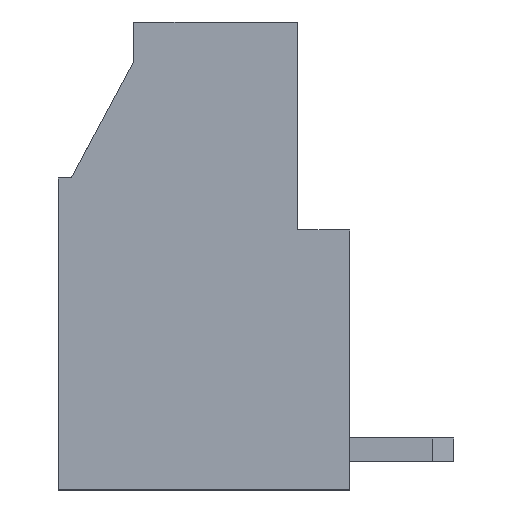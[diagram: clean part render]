
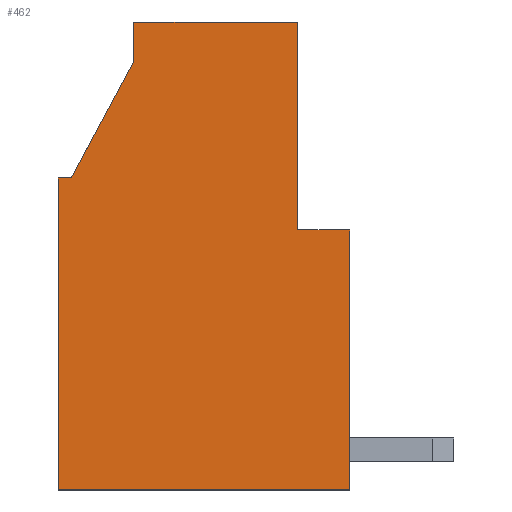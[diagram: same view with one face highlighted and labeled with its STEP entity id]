
A CAD part, front view. The second image highlights one B-rep face of the part: STEP entity #462.
In plain terms, the highlighted planar face has unit normal (0, -1, 0).
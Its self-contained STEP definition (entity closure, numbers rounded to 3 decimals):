
#462 = ADVANCED_FACE( '', ( #959 ), #960, .F. );
#959 = FACE_OUTER_BOUND( '', #1504, .T. );
#960 = PLANE( '', #1505 );
#1504 = EDGE_LOOP( '', ( #2677, #2678, #2679, #2680, #2681, #2682, #2683, #2684, #2685 ) );
#1505 = AXIS2_PLACEMENT_3D( '', #2686, #2687, #2688 );
#2677 = ORIENTED_EDGE( '', *, *, #3840, .F. );
#2678 = ORIENTED_EDGE( '', *, *, #3841, .F. );
#2679 = ORIENTED_EDGE( '', *, *, #3609, .F. );
#2680 = ORIENTED_EDGE( '', *, *, #3842, .F. );
#2681 = ORIENTED_EDGE( '', *, *, #3843, .F. );
#2682 = ORIENTED_EDGE( '', *, *, #3844, .T. );
#2683 = ORIENTED_EDGE( '', *, *, #3376, .F. );
#2684 = ORIENTED_EDGE( '', *, *, #3832, .T. );
#2685 = ORIENTED_EDGE( '', *, *, #3845, .F. );
#2686 = CARTESIAN_POINT( '', ( 12.134, -2.54, 19.8 ) );
#2687 = DIRECTION( '', ( 0., 1., 0. ) );
#2688 = DIRECTION( '', ( 1., 0., 0. ) );
#3376 = EDGE_CURVE( '', #4042, #4044, #4045, .T. );
#3609 = EDGE_CURVE( '', #4446, #4448, #4449, .T. );
#3832 = EDGE_CURVE( '', #4042, #4764, #4766, .T. );
#3840 = EDGE_CURVE( '', #4776, #4777, #4778, .T. );
#3841 = EDGE_CURVE( '', #4448, #4776, #4779, .T. );
#3842 = EDGE_CURVE( '', #4780, #4446, #4781, .T. );
#3843 = EDGE_CURVE( '', #4782, #4780, #4783, .T. );
#3844 = EDGE_CURVE( '', #4782, #4044, #4784, .T. );
#3845 = EDGE_CURVE( '', #4777, #4764, #4785, .T. );
#4042 = VERTEX_POINT( '', #5027 );
#4044 = VERTEX_POINT( '', #5030 );
#4045 = LINE( '', #5031, #5032 );
#4446 = VERTEX_POINT( '', #5610 );
#4448 = VERTEX_POINT( '', #5613 );
#4449 = LINE( '', #5614, #5615 );
#4764 = VERTEX_POINT( '', #6088 );
#4766 = LINE( '', #6091, #6092 );
#4776 = VERTEX_POINT( '', #6106 );
#4777 = VERTEX_POINT( '', #6107 );
#4778 = LINE( '', #6108, #6109 );
#4779 = LINE( '', #6110, #6111 );
#4780 = VERTEX_POINT( '', #6112 );
#4781 = LINE( '', #6113, #6114 );
#4782 = VERTEX_POINT( '', #6115 );
#4783 = LINE( '', #6116, #6117 );
#4784 = LINE( '', #6118, #6119 );
#4785 = LINE( '', #6120, #6121 );
#5027 = CARTESIAN_POINT( '', ( 11.2, -2.54, 0. ) );
#5030 = CARTESIAN_POINT( '', ( 0., -2.54, 0. ) );
#5031 = CARTESIAN_POINT( '', ( 5.35, -2.54, 0. ) );
#5032 = VECTOR( '', #6389, 1000. );
#5610 = CARTESIAN_POINT( '', ( 2.9, -2.54, 16.5 ) );
#5613 = CARTESIAN_POINT( '', ( 2.9, -2.54, 18. ) );
#5614 = CARTESIAN_POINT( '', ( 2.9, -2.54, -1. ) );
#5615 = VECTOR( '', #6613, 1000. );
#6088 = CARTESIAN_POINT( '', ( 11.2, -2.54, 10. ) );
#6091 = CARTESIAN_POINT( '', ( 11.2, -2.54, -1. ) );
#6092 = VECTOR( '', #6791, 1000. );
#6106 = CARTESIAN_POINT( '', ( 9.2, -2.54, 18. ) );
#6107 = CARTESIAN_POINT( '', ( 9.2, -2.54, 10. ) );
#6108 = CARTESIAN_POINT( '', ( 9.2, -2.54, 18. ) );
#6109 = VECTOR( '', #6796, 1000. );
#6110 = CARTESIAN_POINT( '', ( 5.35, -2.54, 18. ) );
#6111 = VECTOR( '', #6797, 1000. );
#6112 = CARTESIAN_POINT( '', ( 0.5, -2.54, 12. ) );
#6113 = CARTESIAN_POINT( '', ( -6.433, -2.54, -1. ) );
#6114 = VECTOR( '', #6798, 1000. );
#6115 = CARTESIAN_POINT( '', ( 0., -2.54, 12. ) );
#6116 = CARTESIAN_POINT( '', ( 5.35, -2.54, 12. ) );
#6117 = VECTOR( '', #6799, 1000. );
#6118 = CARTESIAN_POINT( '', ( 0., -2.54, -1. ) );
#6119 = VECTOR( '', #6800, 1000. );
#6120 = CARTESIAN_POINT( '', ( 9.038, -2.54, 10. ) );
#6121 = VECTOR( '', #6801, 1000. );
#6389 = DIRECTION( '', ( -1., 0., 0. ) );
#6613 = DIRECTION( '', ( 0., 0., 1. ) );
#6791 = DIRECTION( '', ( 0., 0., 1. ) );
#6796 = DIRECTION( '', ( 0., 0., -1. ) );
#6797 = DIRECTION( '', ( 1., 0., 0. ) );
#6798 = DIRECTION( '', ( 0.471, 0., 0.882 ) );
#6799 = DIRECTION( '', ( 1., 0., 0. ) );
#6800 = DIRECTION( '', ( 0., 0., -1. ) );
#6801 = DIRECTION( '', ( 1., 0., 0. ) );
